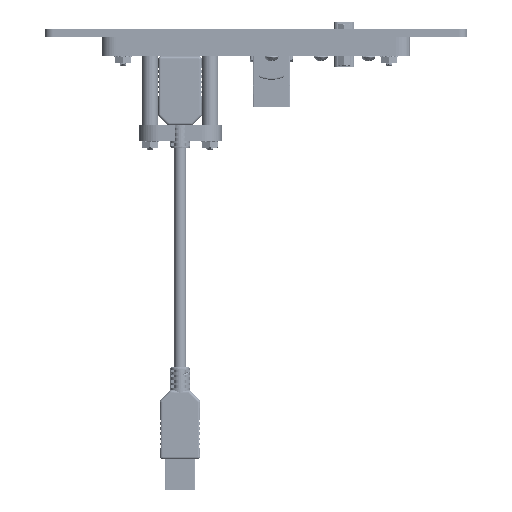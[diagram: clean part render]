
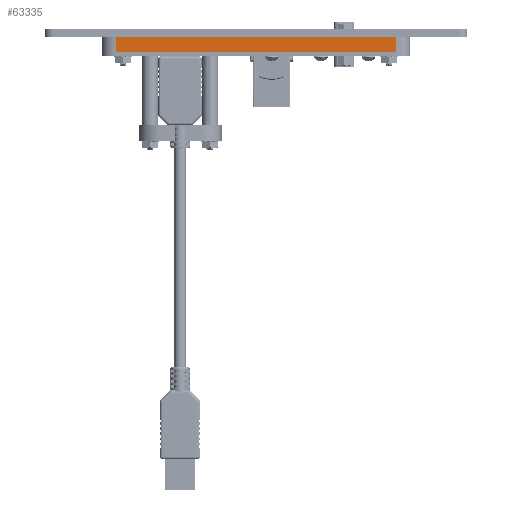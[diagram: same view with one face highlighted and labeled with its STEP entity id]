
A CAD part, front view. The second image highlights one B-rep face of the part: STEP entity #63335.
In plain terms, the highlighted planar face has unit normal (0, -1, 0).
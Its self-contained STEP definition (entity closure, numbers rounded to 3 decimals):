
#1028 = CARTESIAN_POINT ( 'NONE',  ( -117.034, 57.681, 6.096 ) ) ;
#2834 = EDGE_CURVE ( 'NONE', #33758, #101475, #31615, .T. ) ;
#3819 = EDGE_CURVE ( 'NONE', #33758, #80631, #94948, .T. ) ;
#11897 = FACE_OUTER_BOUND ( 'NONE', #70733, .T. ) ;
#16059 = CARTESIAN_POINT ( 'NONE',  ( -226.732, 57.681, 6.096 ) ) ;
#23326 = DIRECTION ( 'NONE',  ( 0., 0., -1. ) ) ;
#25632 = CARTESIAN_POINT ( 'NONE',  ( -226.732, 57.681, 0. ) ) ;
#31093 = ORIENTED_EDGE ( 'NONE', *, *, #92139, .F. ) ;
#31615 = LINE ( 'NONE', #95446, #71733 ) ;
#32417 = ORIENTED_EDGE ( 'NONE', *, *, #2834, .F. ) ;
#33646 = VECTOR ( 'NONE', #23326, 1000. ) ;
#33758 = VERTEX_POINT ( 'NONE', #70483 ) ;
#37291 = LINE ( 'NONE', #53392, #38387 ) ;
#38387 = VECTOR ( 'NONE', #76238, 1000. ) ;
#43782 = VECTOR ( 'NONE', #88173, 1000. ) ;
#46231 = ORIENTED_EDGE ( 'NONE', *, *, #76519, .T. ) ;
#53390 = DIRECTION ( 'NONE',  ( 0., 1., 0. ) ) ;
#53392 = CARTESIAN_POINT ( 'NONE',  ( -226.732, 57.681, 0. ) ) ;
#63311 = LINE ( 'NONE', #1028, #43782 ) ;
#63335 = ADVANCED_FACE ( 'NONE', ( #11897 ), #99066, .F. ) ;
#70483 = CARTESIAN_POINT ( 'NONE',  ( -226.732, 57.681, 6.096 ) ) ;
#70733 = EDGE_LOOP ( 'NONE', ( #46231, #31093, #32417, #86568 ) ) ;
#71733 = VECTOR ( 'NONE', #102205, 1000. ) ;
#76238 = DIRECTION ( 'NONE',  ( 1., 0., 0. ) ) ;
#76519 = EDGE_CURVE ( 'NONE', #80631, #96089, #37291, .T. ) ;
#76820 = CARTESIAN_POINT ( 'NONE',  ( -117.034, 57.681, 0. ) ) ;
#80631 = VERTEX_POINT ( 'NONE', #25632 ) ;
#83894 = AXIS2_PLACEMENT_3D ( 'NONE', #92802, #53390, #91274 ) ;
#86568 = ORIENTED_EDGE ( 'NONE', *, *, #3819, .T. ) ;
#88173 = DIRECTION ( 'NONE',  ( 0., 0., -1. ) ) ;
#91274 = DIRECTION ( 'NONE',  ( 0., 0., 1. ) ) ;
#92139 = EDGE_CURVE ( 'NONE', #101475, #96089, #63311, .T. ) ;
#92802 = CARTESIAN_POINT ( 'NONE',  ( -226.732, 57.681, 6.096 ) ) ;
#94948 = LINE ( 'NONE', #16059, #33646 ) ;
#95446 = CARTESIAN_POINT ( 'NONE',  ( -226.732, 57.681, 6.096 ) ) ;
#96089 = VERTEX_POINT ( 'NONE', #76820 ) ;
#97066 = CARTESIAN_POINT ( 'NONE',  ( -117.034, 57.681, 6.096 ) ) ;
#99066 = PLANE ( 'NONE',  #83894 ) ;
#101475 = VERTEX_POINT ( 'NONE', #97066 ) ;
#102205 = DIRECTION ( 'NONE',  ( 1., 0., 0. ) ) ;
